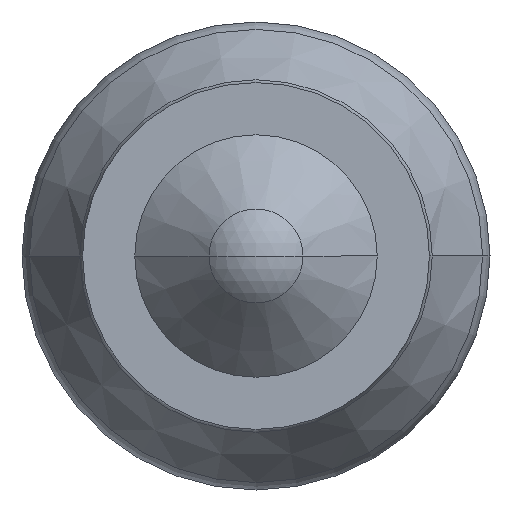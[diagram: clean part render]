
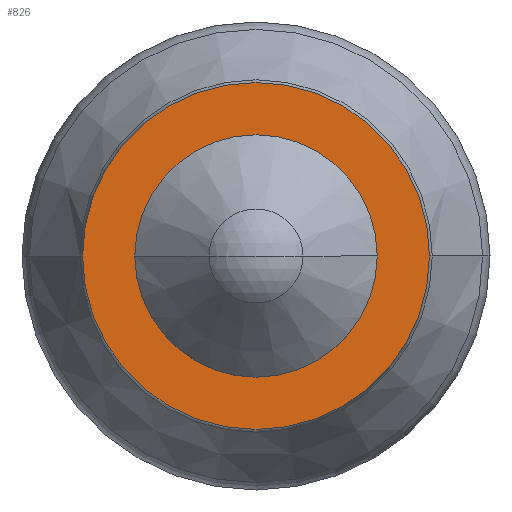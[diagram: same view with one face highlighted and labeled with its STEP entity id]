
A CAD part, left-side view. The second image highlights one B-rep face of the part: STEP entity #826.
In plain terms, the highlighted planar face has unit normal (-1, 0, 0).
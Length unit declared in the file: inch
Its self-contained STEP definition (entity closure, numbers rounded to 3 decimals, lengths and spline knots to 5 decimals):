
#47 = EDGE_CURVE ( 'NONE', #363, #384, #492, .T. ) ;
#58 = AXIS2_PLACEMENT_3D ( 'NONE', #257, #199, #206 ) ;
#86 = AXIS2_PLACEMENT_3D ( 'NONE', #731, #776, #634 ) ;
#98 = EDGE_CURVE ( 'NONE', #377, #385, #565, .T. ) ;
#106 = AXIS2_PLACEMENT_3D ( 'NONE', #755, #711, #787 ) ;
#125 = AXIS2_PLACEMENT_3D ( 'NONE', #737, #756, #786 ) ;
#141 = EDGE_CURVE ( 'NONE', #384, #363, #799, .T. ) ;
#158 = EDGE_CURVE ( 'NONE', #385, #377, #796, .T. ) ;
#163 = AXIS2_PLACEMENT_3D ( 'NONE', #779, #614, #710 ) ;
#172 = CARTESIAN_POINT ( 'NONE',  ( 0., -0.0058, 0. ) ) ;
#175 = CARTESIAN_POINT ( 'NONE',  ( 0., -0.0083, 0. ) ) ;
#199 = DIRECTION ( 'NONE',  ( -1., 0., 0. ) ) ;
#206 = DIRECTION ( 'NONE',  ( 0., -1., 0. ) ) ;
#212 = CARTESIAN_POINT ( 'NONE',  ( 0., 0.0058, 0. ) ) ;
#218 = PLANE ( 'NONE',  #58 ) ;
#257 = CARTESIAN_POINT ( 'NONE',  ( 0., 0.0083, 0. ) ) ;
#276 = CARTESIAN_POINT ( 'NONE',  ( 0., 0.0083, 0. ) ) ;
#336 = ORIENTED_EDGE ( 'NONE', *, *, #141, .F. ) ;
#337 = ORIENTED_EDGE ( 'NONE', *, *, #47, .F. ) ;
#338 = ORIENTED_EDGE ( 'NONE', *, *, #98, .T. ) ;
#343 = ORIENTED_EDGE ( 'NONE', *, *, #158, .T. ) ;
#363 = VERTEX_POINT ( 'NONE', #276 ) ;
#377 = VERTEX_POINT ( 'NONE', #212 ) ;
#384 = VERTEX_POINT ( 'NONE', #175 ) ;
#385 = VERTEX_POINT ( 'NONE', #172 ) ;
#404 = EDGE_LOOP ( 'NONE', ( #337, #336 ) ) ;
#492 = CIRCLE ( 'NONE', #163, 0.0083 ) ;
#546 = EDGE_LOOP ( 'NONE', ( #338, #343 ) ) ;
#565 = CIRCLE ( 'NONE', #106, 0.0058 ) ;
#614 = DIRECTION ( 'NONE',  ( 1., 0., 0. ) ) ;
#634 = DIRECTION ( 'NONE',  ( 0., 1., 0. ) ) ;
#710 = DIRECTION ( 'NONE',  ( 0., 1., 0. ) ) ;
#711 = DIRECTION ( 'NONE',  ( 1., 0., 0. ) ) ;
#731 = CARTESIAN_POINT ( 'NONE',  ( 0., 0., 0. ) ) ;
#737 = CARTESIAN_POINT ( 'NONE',  ( 0., 0., 0. ) ) ;
#755 = CARTESIAN_POINT ( 'NONE',  ( 0., 0., 0. ) ) ;
#756 = DIRECTION ( 'NONE',  ( 1., 0., 0. ) ) ;
#776 = DIRECTION ( 'NONE',  ( 1., 0., 0. ) ) ;
#779 = CARTESIAN_POINT ( 'NONE',  ( 0., 0., 0. ) ) ;
#786 = DIRECTION ( 'NONE',  ( 0., 1., 0. ) ) ;
#787 = DIRECTION ( 'NONE',  ( 0., 1., 0. ) ) ;
#796 = CIRCLE ( 'NONE', #125, 0.0058 ) ;
#799 = CIRCLE ( 'NONE', #86, 0.0083 ) ;
#826 = ADVANCED_FACE ( 'NONE', ( #869, #903 ), #218, .T. ) ;
#869 = FACE_BOUND ( 'NONE', #546, .T. ) ;
#903 = FACE_OUTER_BOUND ( 'NONE', #404, .T. ) ;
